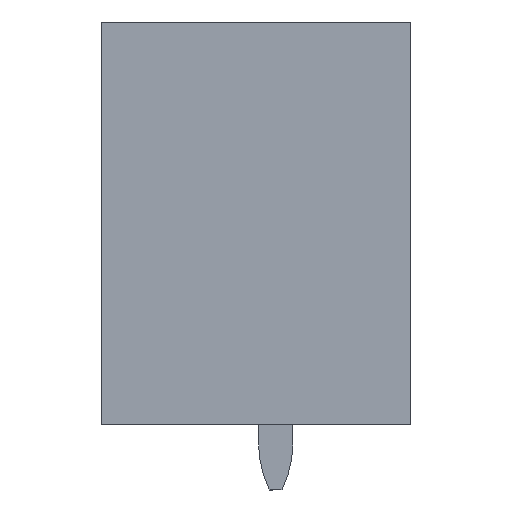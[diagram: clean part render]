
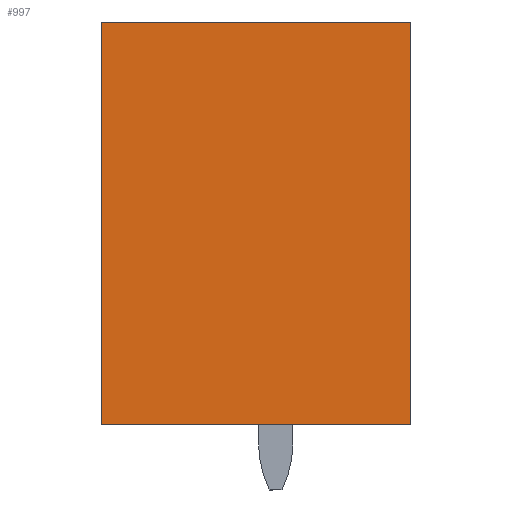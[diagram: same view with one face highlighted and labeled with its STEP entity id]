
A CAD part, left-side view. The second image highlights one B-rep face of the part: STEP entity #997.
In plain terms, the highlighted planar face has unit normal (-1, 0, 0).
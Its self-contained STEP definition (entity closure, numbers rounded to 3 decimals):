
#984=AXIS2_PLACEMENT_3D('Plane Axis2P3D',#981,#982,#983) ;
#40=CARTESIAN_POINT('Vertex',(0.,0.,10.7)) ;
#45=CARTESIAN_POINT('Line Origine',(0.,0.,6.1)) ;
#49=CARTESIAN_POINT('Vertex',(0.,0.,1.5)) ;
#284=CARTESIAN_POINT('Vertex',(0.,7.07,10.7)) ;
#287=CARTESIAN_POINT('Line Origine',(0.,3.535,10.7)) ;
#921=CARTESIAN_POINT('Vertex',(0.,7.07,1.5)) ;
#924=CARTESIAN_POINT('Line Origine',(0.,7.07,6.1)) ;
#981=CARTESIAN_POINT('Axis2P3D Location',(0.,0.,0.)) ;
#986=CARTESIAN_POINT('Line Origine',(0.,3.535,1.5)) ;
#46=DIRECTION('Vector Direction',(0.,0.,-1.)) ;
#288=DIRECTION('Vector Direction',(0.,-1.,0.)) ;
#925=DIRECTION('Vector Direction',(0.,0.,1.)) ;
#982=DIRECTION('Axis2P3D Direction',(-1.,0.,0.)) ;
#983=DIRECTION('Axis2P3D XDirection',(0.,0.,1.)) ;
#987=DIRECTION('Vector Direction',(0.,1.,0.)) ;
#47=VECTOR('Line Direction',#46,1.) ;
#289=VECTOR('Line Direction',#288,1.) ;
#926=VECTOR('Line Direction',#925,1.) ;
#988=VECTOR('Line Direction',#987,1.) ;
#992=ORIENTED_EDGE('',*,*,#990,.T.) ;
#993=ORIENTED_EDGE('',*,*,#51,.T.) ;
#994=ORIENTED_EDGE('',*,*,#291,.T.) ;
#995=ORIENTED_EDGE('',*,*,#928,.T.) ;
#997=ADVANCED_FACE('HOUSING',(#996),#985,.T.) ;
#51=EDGE_CURVE('',#50,#41,#48,.F.) ;
#291=EDGE_CURVE('',#41,#285,#290,.F.) ;
#928=EDGE_CURVE('',#285,#922,#927,.F.) ;
#990=EDGE_CURVE('',#922,#50,#989,.F.) ;
#991=EDGE_LOOP('',(#992,#993,#994,#995)) ;
#996=FACE_OUTER_BOUND('',#991,.T.) ;
#48=LINE('Line',#45,#47) ;
#290=LINE('Line',#287,#289) ;
#927=LINE('Line',#924,#926) ;
#989=LINE('Line',#986,#988) ;
#985=PLANE('',#984) ;
#41=VERTEX_POINT('',#40) ;
#50=VERTEX_POINT('',#49) ;
#285=VERTEX_POINT('',#284) ;
#922=VERTEX_POINT('',#921) ;
